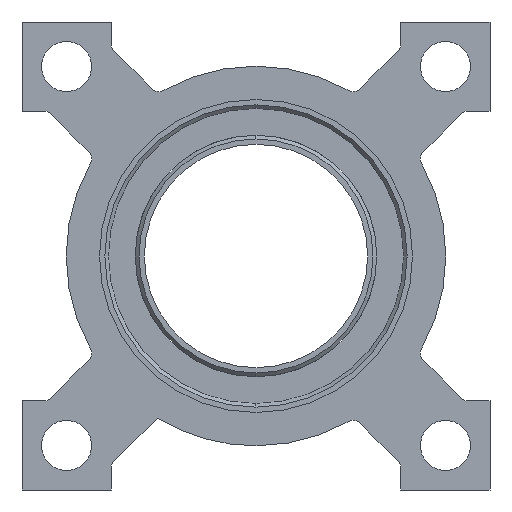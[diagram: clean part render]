
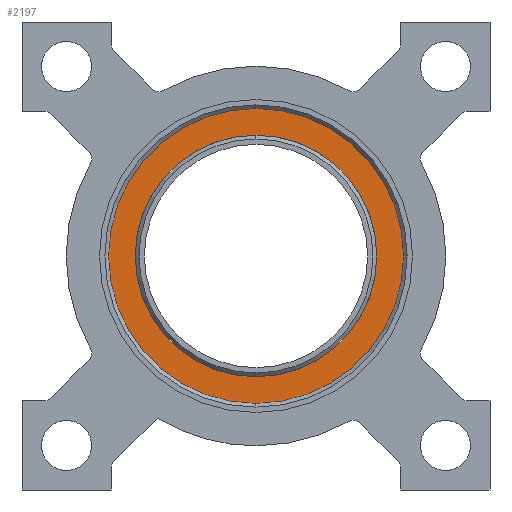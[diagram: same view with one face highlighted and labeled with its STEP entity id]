
A CAD part, front view. The second image highlights one B-rep face of the part: STEP entity #2197.
In plain terms, the highlighted planar face has unit normal (0, -1, 0).
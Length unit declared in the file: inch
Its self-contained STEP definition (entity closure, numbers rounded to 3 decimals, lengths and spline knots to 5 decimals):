
#45 = EDGE_CURVE ( 'NONE', #1369, #735, #450, .T. ) ;
#53 = EDGE_CURVE ( 'NONE', #1281, #1243, #2616, .T. ) ;
#71 = DIRECTION ( 'NONE',  ( 0., 0., 1. ) ) ;
#295 = AXIS2_PLACEMENT_3D ( 'NONE', #2334, #2177, #816 ) ;
#340 = EDGE_CURVE ( 'NONE', #1243, #1281, #2082, .T. ) ;
#441 = AXIS2_PLACEMENT_3D ( 'NONE', #2253, #2064, #2052 ) ;
#446 = AXIS2_PLACEMENT_3D ( 'NONE', #2351, #1050, #2508 ) ;
#450 = CIRCLE ( 'NONE', #441, 0.338 ) ;
#453 = CARTESIAN_POINT ( 'NONE',  ( 0., 0.0225, 0. ) ) ;
#547 = ORIENTED_EDGE ( 'NONE', *, *, #53, .T. ) ;
#735 = VERTEX_POINT ( 'NONE', #2751 ) ;
#744 = AXIS2_PLACEMENT_3D ( 'NONE', #1354, #1367, #1345 ) ;
#816 = DIRECTION ( 'NONE',  ( 0., 0., -1. ) ) ;
#819 = AXIS2_PLACEMENT_3D ( 'NONE', #453, #2201, #71 ) ;
#891 = CARTESIAN_POINT ( 'NONE',  ( 0., 0.0225, 0.413 ) ) ;
#1028 = PLANE ( 'NONE',  #295 ) ;
#1050 = DIRECTION ( 'NONE',  ( 0., -1., 0. ) ) ;
#1243 = VERTEX_POINT ( 'NONE', #2235 ) ;
#1281 = VERTEX_POINT ( 'NONE', #891 ) ;
#1345 = DIRECTION ( 'NONE',  ( 0., 0., 1. ) ) ;
#1354 = CARTESIAN_POINT ( 'NONE',  ( 0., 0.0225, 0. ) ) ;
#1367 = DIRECTION ( 'NONE',  ( 0., -1., 0. ) ) ;
#1369 = VERTEX_POINT ( 'NONE', #2271 ) ;
#1428 = EDGE_LOOP ( 'NONE', ( #2729, #1614 ) ) ;
#1501 = FACE_BOUND ( 'NONE', #1428, .T. ) ;
#1614 = ORIENTED_EDGE ( 'NONE', *, *, #45, .F. ) ;
#1971 = ORIENTED_EDGE ( 'NONE', *, *, #340, .T. ) ;
#2052 = DIRECTION ( 'NONE',  ( 0., 0., -1. ) ) ;
#2064 = DIRECTION ( 'NONE',  ( 0., -1., 0. ) ) ;
#2082 = CIRCLE ( 'NONE', #819, 0.413 ) ;
#2129 = CIRCLE ( 'NONE', #446, 0.338 ) ;
#2177 = DIRECTION ( 'NONE',  ( 0., -1., 0. ) ) ;
#2197 = ADVANCED_FACE ( 'NONE', ( #2626, #1501 ), #1028, .T. ) ;
#2201 = DIRECTION ( 'NONE',  ( 0., -1., 0. ) ) ;
#2211 = EDGE_CURVE ( 'NONE', #735, #1369, #2129, .T. ) ;
#2235 = CARTESIAN_POINT ( 'NONE',  ( 0., 0.0225, -0.413 ) ) ;
#2253 = CARTESIAN_POINT ( 'NONE',  ( 0., 0.0225, 0. ) ) ;
#2271 = CARTESIAN_POINT ( 'NONE',  ( 0., 0.0225, -0.338 ) ) ;
#2334 = CARTESIAN_POINT ( 'NONE',  ( 0., 0.0225, 0. ) ) ;
#2351 = CARTESIAN_POINT ( 'NONE',  ( 0., 0.0225, 0. ) ) ;
#2508 = DIRECTION ( 'NONE',  ( 0., 0., -1. ) ) ;
#2591 = EDGE_LOOP ( 'NONE', ( #1971, #547 ) ) ;
#2616 = CIRCLE ( 'NONE', #744, 0.413 ) ;
#2626 = FACE_OUTER_BOUND ( 'NONE', #2591, .T. ) ;
#2729 = ORIENTED_EDGE ( 'NONE', *, *, #2211, .F. ) ;
#2751 = CARTESIAN_POINT ( 'NONE',  ( 0., 0.0225, 0.338 ) ) ;
